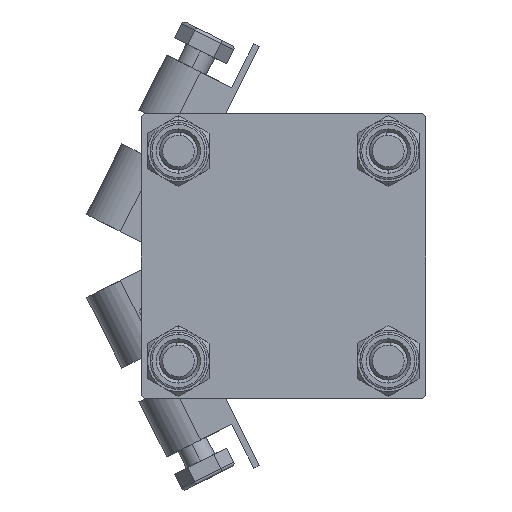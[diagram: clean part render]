
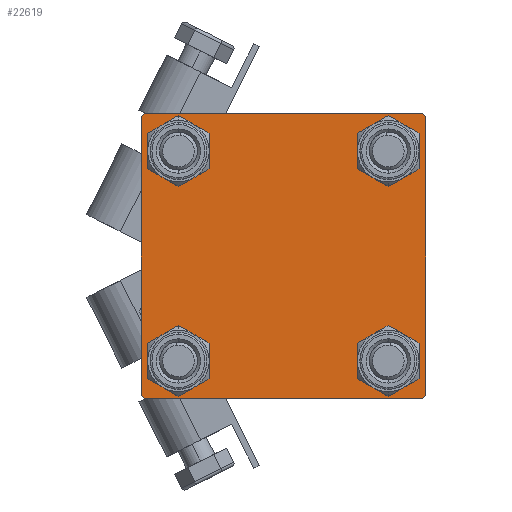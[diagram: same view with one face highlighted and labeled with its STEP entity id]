
A CAD part, left-side view. The second image highlights one B-rep face of the part: STEP entity #22619.
In plain terms, the highlighted planar face has unit normal (-1, 0, 0).
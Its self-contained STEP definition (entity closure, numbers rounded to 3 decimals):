
#37 = VERTEX_POINT ( 'NONE', #17928 ) ;
#408 = ORIENTED_EDGE ( 'NONE', *, *, #5145, .F. ) ;
#783 = CIRCLE ( 'NONE', #25784, 3.5 ) ;
#859 = DIRECTION ( 'NONE',  ( 1., 0., 0. ) ) ;
#895 = CARTESIAN_POINT ( 'NONE',  ( 0., -16.6, -16.6 ) ) ;
#1342 = DIRECTION ( 'NONE',  ( 0., -0.707, 0.707 ) ) ;
#1482 = EDGE_CURVE ( 'NONE', #17545, #45405, #783, .T. ) ;
#1553 = VECTOR ( 'NONE', #13655, 1000. ) ;
#1861 = DIRECTION ( 'NONE',  ( 0., 0., 1. ) ) ;
#2471 = CARTESIAN_POINT ( 'NONE',  ( 0., -22., 22.5 ) ) ;
#2549 = VERTEX_POINT ( 'NONE', #46477 ) ;
#2610 = EDGE_CURVE ( 'NONE', #37, #22855, #17353, .T. ) ;
#2776 = EDGE_CURVE ( 'NONE', #3942, #10626, #16412, .T. ) ;
#2922 = EDGE_LOOP ( 'NONE', ( #35870, #48899 ) ) ;
#3942 = VERTEX_POINT ( 'NONE', #5150 ) ;
#4293 = EDGE_CURVE ( 'NONE', #22855, #37, #20742, .T. ) ;
#4911 = AXIS2_PLACEMENT_3D ( 'NONE', #48145, #28039, #31962 ) ;
#5145 = EDGE_CURVE ( 'NONE', #7544, #37321, #39126, .T. ) ;
#5150 = CARTESIAN_POINT ( 'NONE',  ( 0., 22., -22.5 ) ) ;
#5398 = AXIS2_PLACEMENT_3D ( 'NONE', #895, #16809, #48651 ) ;
#5588 = ORIENTED_EDGE ( 'NONE', *, *, #11654, .T. ) ;
#6418 = CARTESIAN_POINT ( 'NONE',  ( 0., 22.25, -22.25 ) ) ;
#6644 = VERTEX_POINT ( 'NONE', #26764 ) ;
#6880 = VERTEX_POINT ( 'NONE', #21233 ) ;
#7302 = CARTESIAN_POINT ( 'NONE',  ( 0., -22.5, 22.5 ) ) ;
#7544 = VERTEX_POINT ( 'NONE', #12375 ) ;
#7564 = CARTESIAN_POINT ( 'NONE',  ( 0., -16.6, -13.1 ) ) ;
#7656 = CARTESIAN_POINT ( 'NONE',  ( 0., 16.6, -16.6 ) ) ;
#7912 = DIRECTION ( 'NONE',  ( 0., 0., 1. ) ) ;
#8834 = EDGE_CURVE ( 'NONE', #47589, #43235, #27593, .T. ) ;
#8858 = CARTESIAN_POINT ( 'NONE',  ( 0., 0., 0. ) ) ;
#10626 = VERTEX_POINT ( 'NONE', #32389 ) ;
#11306 = CARTESIAN_POINT ( 'NONE',  ( 0., -16.6, 20.1 ) ) ;
#11654 = EDGE_CURVE ( 'NONE', #43235, #47589, #36010, .T. ) ;
#11872 = VECTOR ( 'NONE', #21554, 1000. ) ;
#12043 = ORIENTED_EDGE ( 'NONE', *, *, #44228, .T. ) ;
#12375 = CARTESIAN_POINT ( 'NONE',  ( 0., -22.5, 22. ) ) ;
#12561 = CARTESIAN_POINT ( 'NONE',  ( 0., 22.5, -22. ) ) ;
#13482 = AXIS2_PLACEMENT_3D ( 'NONE', #50817, #47670, #19488 ) ;
#13655 = DIRECTION ( 'NONE',  ( 0., 0., -1. ) ) ;
#14871 = VECTOR ( 'NONE', #23940, 1000. ) ;
#14961 = EDGE_CURVE ( 'NONE', #6644, #18267, #37732, .T. ) ;
#15080 = CARTESIAN_POINT ( 'NONE',  ( 0., 16.6, 13.1 ) ) ;
#15549 = CARTESIAN_POINT ( 'NONE',  ( 0., -16.6, 13.1 ) ) ;
#15559 = AXIS2_PLACEMENT_3D ( 'NONE', #8858, #36773, #45398 ) ;
#15732 = ORIENTED_EDGE ( 'NONE', *, *, #32968, .T. ) ;
#16412 = LINE ( 'NONE', #44346, #51519 ) ;
#16809 = DIRECTION ( 'NONE',  ( 1., 0., 0. ) ) ;
#17040 = CIRCLE ( 'NONE', #5398, 3.5 ) ;
#17206 = FACE_BOUND ( 'NONE', #42961, .T. ) ;
#17251 = LINE ( 'NONE', #34195, #51435 ) ;
#17353 = CIRCLE ( 'NONE', #20704, 3.5 ) ;
#17545 = VERTEX_POINT ( 'NONE', #25124 ) ;
#17928 = CARTESIAN_POINT ( 'NONE',  ( 0., 16.6, 20.1 ) ) ;
#18267 = VERTEX_POINT ( 'NONE', #2471 ) ;
#18682 = DIRECTION ( 'NONE',  ( 0., -0.707, -0.707 ) ) ;
#18801 = DIRECTION ( 'NONE',  ( 1., 0., 0. ) ) ;
#19416 = ORIENTED_EDGE ( 'NONE', *, *, #4293, .T. ) ;
#19488 = DIRECTION ( 'NONE',  ( 0., 0., 1. ) ) ;
#20591 = DIRECTION ( 'NONE',  ( 0., -1., 0. ) ) ;
#20704 = AXIS2_PLACEMENT_3D ( 'NONE', #45439, #18801, #1861 ) ;
#20742 = CIRCLE ( 'NONE', #4911, 3.5 ) ;
#21106 = EDGE_CURVE ( 'NONE', #35743, #2549, #17040, .T. ) ;
#21233 = CARTESIAN_POINT ( 'NONE',  ( 0., 22.5, 22. ) ) ;
#21554 = DIRECTION ( 'NONE',  ( 0., -1., 0. ) ) ;
#22619 = ADVANCED_FACE ( 'NONE', ( #24776, #29466, #44616, #17206, #32598 ), #24530, .T. ) ;
#22855 = VERTEX_POINT ( 'NONE', #15080 ) ;
#23940 = DIRECTION ( 'NONE',  ( 0., 0.707, 0.707 ) ) ;
#24530 = PLANE ( 'NONE',  #15559 ) ;
#24776 = FACE_BOUND ( 'NONE', #34813, .T. ) ;
#24870 = ORIENTED_EDGE ( 'NONE', *, *, #8834, .T. ) ;
#25014 = DIRECTION ( 'NONE',  ( 1., 0., 0. ) ) ;
#25124 = CARTESIAN_POINT ( 'NONE',  ( 0., 16.6, -20.1 ) ) ;
#25784 = AXIS2_PLACEMENT_3D ( 'NONE', #7656, #859, #7912 ) ;
#26764 = CARTESIAN_POINT ( 'NONE',  ( 0., 22., 22.5 ) ) ;
#27381 = DIRECTION ( 'NONE',  ( 0., 0., -1. ) ) ;
#27593 = CIRCLE ( 'NONE', #43428, 3.5 ) ;
#28039 = DIRECTION ( 'NONE',  ( 1., 0., 0. ) ) ;
#28148 = DIRECTION ( 'NONE',  ( 0., 0., 1. ) ) ;
#28357 = CARTESIAN_POINT ( 'NONE',  ( 0., -22.25, 22.25 ) ) ;
#29047 = CARTESIAN_POINT ( 'NONE',  ( 0., 22.5, 22.5 ) ) ;
#29466 = FACE_BOUND ( 'NONE', #31715, .T. ) ;
#30358 = CARTESIAN_POINT ( 'NONE',  ( 0., -22.5, -22. ) ) ;
#30867 = DIRECTION ( 'NONE',  ( 1., 0., 0. ) ) ;
#31405 = CIRCLE ( 'NONE', #38089, 3.5 ) ;
#31715 = EDGE_LOOP ( 'NONE', ( #40376, #15732 ) ) ;
#31962 = DIRECTION ( 'NONE',  ( 0., 0., 1. ) ) ;
#32098 = EDGE_CURVE ( 'NONE', #10626, #37321, #17251, .T. ) ;
#32151 = DIRECTION ( 'NONE',  ( 0., 0.707, -0.707 ) ) ;
#32389 = CARTESIAN_POINT ( 'NONE',  ( 0., -22., -22.5 ) ) ;
#32456 = DIRECTION ( 'NONE',  ( 1., 0., 0. ) ) ;
#32598 = FACE_OUTER_BOUND ( 'NONE', #42695, .T. ) ;
#32696 = EDGE_CURVE ( 'NONE', #36386, #3942, #46617, .T. ) ;
#32968 = EDGE_CURVE ( 'NONE', #2549, #35743, #31405, .T. ) ;
#33042 = EDGE_CURVE ( 'NONE', #45405, #17545, #45629, .T. ) ;
#33315 = CARTESIAN_POINT ( 'NONE',  ( 0., 16.6, -13.1 ) ) ;
#33468 = ORIENTED_EDGE ( 'NONE', *, *, #35170, .T. ) ;
#33480 = LINE ( 'NONE', #29047, #1553 ) ;
#33492 = DIRECTION ( 'NONE',  ( 0., 0., 1. ) ) ;
#33811 = ORIENTED_EDGE ( 'NONE', *, *, #32696, .T. ) ;
#34195 = CARTESIAN_POINT ( 'NONE',  ( 0., -22.25, -22.25 ) ) ;
#34813 = EDGE_LOOP ( 'NONE', ( #24870, #5588 ) ) ;
#35170 = EDGE_CURVE ( 'NONE', #6880, #36386, #33480, .T. ) ;
#35743 = VERTEX_POINT ( 'NONE', #7564 ) ;
#35870 = ORIENTED_EDGE ( 'NONE', *, *, #33042, .T. ) ;
#35998 = EDGE_CURVE ( 'NONE', #7544, #18267, #51616, .T. ) ;
#36010 = CIRCLE ( 'NONE', #13482, 3.5 ) ;
#36386 = VERTEX_POINT ( 'NONE', #12561 ) ;
#36773 = DIRECTION ( 'NONE',  ( -1., 0., 0. ) ) ;
#36842 = LINE ( 'NONE', #48340, #37554 ) ;
#37321 = VERTEX_POINT ( 'NONE', #30358 ) ;
#37420 = VECTOR ( 'NONE', #27381, 1000. ) ;
#37554 = VECTOR ( 'NONE', #32151, 1000. ) ;
#37732 = LINE ( 'NONE', #49237, #11872 ) ;
#38089 = AXIS2_PLACEMENT_3D ( 'NONE', #41073, #32456, #33492 ) ;
#38295 = ORIENTED_EDGE ( 'NONE', *, *, #14961, .F. ) ;
#39126 = LINE ( 'NONE', #7302, #37420 ) ;
#39786 = AXIS2_PLACEMENT_3D ( 'NONE', #49949, #30867, #46553 ) ;
#40376 = ORIENTED_EDGE ( 'NONE', *, *, #21106, .T. ) ;
#40926 = CARTESIAN_POINT ( 'NONE',  ( 0., -16.6, 16.6 ) ) ;
#41073 = CARTESIAN_POINT ( 'NONE',  ( 0., -16.6, -16.6 ) ) ;
#41366 = ORIENTED_EDGE ( 'NONE', *, *, #2610, .T. ) ;
#42695 = EDGE_LOOP ( 'NONE', ( #33468, #33811, #46874, #50757, #408, #51257, #38295, #12043 ) ) ;
#42961 = EDGE_LOOP ( 'NONE', ( #41366, #19416 ) ) ;
#43235 = VERTEX_POINT ( 'NONE', #15549 ) ;
#43428 = AXIS2_PLACEMENT_3D ( 'NONE', #40926, #25014, #28148 ) ;
#44228 = EDGE_CURVE ( 'NONE', #6644, #6880, #36842, .T. ) ;
#44346 = CARTESIAN_POINT ( 'NONE',  ( 0., 22.5, -22.5 ) ) ;
#44616 = FACE_BOUND ( 'NONE', #2922, .T. ) ;
#45398 = DIRECTION ( 'NONE',  ( 0., 0., 1. ) ) ;
#45405 = VERTEX_POINT ( 'NONE', #33315 ) ;
#45439 = CARTESIAN_POINT ( 'NONE',  ( 0., 16.6, 16.6 ) ) ;
#45629 = CIRCLE ( 'NONE', #39786, 3.5 ) ;
#46477 = CARTESIAN_POINT ( 'NONE',  ( 0., -16.6, -20.1 ) ) ;
#46553 = DIRECTION ( 'NONE',  ( 0., 0., 1. ) ) ;
#46617 = LINE ( 'NONE', #6418, #48932 ) ;
#46874 = ORIENTED_EDGE ( 'NONE', *, *, #2776, .T. ) ;
#47589 = VERTEX_POINT ( 'NONE', #11306 ) ;
#47670 = DIRECTION ( 'NONE',  ( 1., 0., 0. ) ) ;
#48145 = CARTESIAN_POINT ( 'NONE',  ( 0., 16.6, 16.6 ) ) ;
#48340 = CARTESIAN_POINT ( 'NONE',  ( 0., 22.25, 22.25 ) ) ;
#48651 = DIRECTION ( 'NONE',  ( 0., 0., 1. ) ) ;
#48899 = ORIENTED_EDGE ( 'NONE', *, *, #1482, .T. ) ;
#48932 = VECTOR ( 'NONE', #18682, 1000. ) ;
#49237 = CARTESIAN_POINT ( 'NONE',  ( 0., 22.5, 22.5 ) ) ;
#49949 = CARTESIAN_POINT ( 'NONE',  ( 0., 16.6, -16.6 ) ) ;
#50757 = ORIENTED_EDGE ( 'NONE', *, *, #32098, .T. ) ;
#50817 = CARTESIAN_POINT ( 'NONE',  ( 0., -16.6, 16.6 ) ) ;
#51257 = ORIENTED_EDGE ( 'NONE', *, *, #35998, .T. ) ;
#51435 = VECTOR ( 'NONE', #1342, 1000. ) ;
#51519 = VECTOR ( 'NONE', #20591, 1000. ) ;
#51616 = LINE ( 'NONE', #28357, #14871 ) ;
